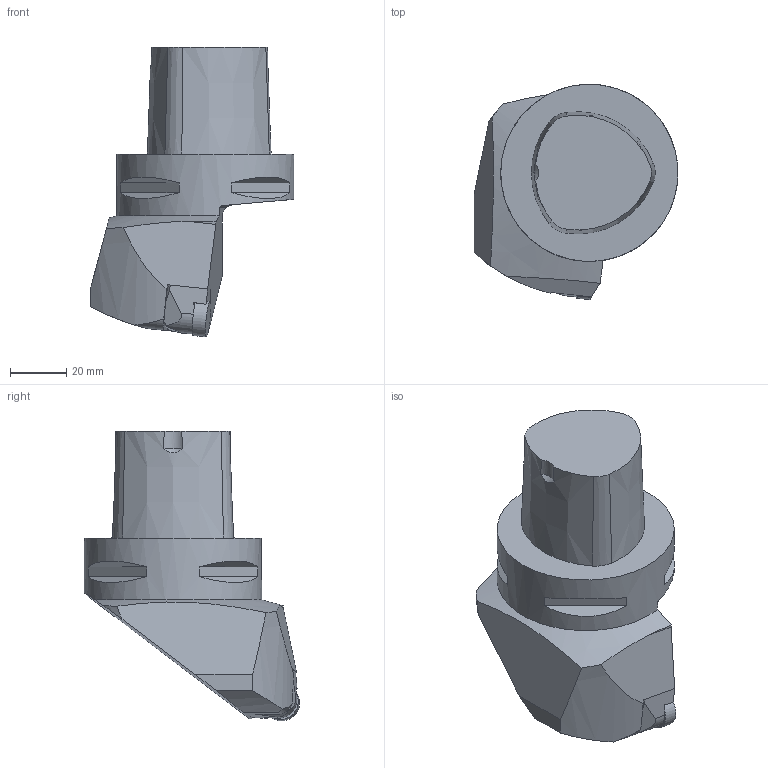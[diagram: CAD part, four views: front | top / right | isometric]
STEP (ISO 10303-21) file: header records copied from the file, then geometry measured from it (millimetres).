
FILE_DESCRIPTION(/* description */ (''),/* implementation_level */ '2;1');
FILE_NAME(/* name */ 'C6-CXXXL-45065-CT10.stp',/* time_stamp */ '2019-12-03T09:40:19+05:00',/* author */ (''),/* organization */ (''),/* preprocessor_version */ 'ST-DEVELOPER v16.7',/* originating_system */ 'SIEMENS PLM Software NX 12.0',/* authorisation */ '');
FILE_SCHEMA (('AUTOMOTIVE_DESIGN { 1 0 10303 214 3 1 1 1 }'));
Length unit declared in the file: millimetre
Products named in the file (1): inpu9DA4DF6Cq0p7
Bounding box: 72.49 x 76.49 x 103 mm (x, y, z)
Volume: 180688.4 mm3; surface area: 26937.2 mm2
Topology: 4 solids, 4 shells, 90 faces, 221 edges, 143 vertices
Faces by surface type: plane 49, cylinder 22, cone 13, bspline 5, extrusion 1
Full cylindrical faces by diameter (mm): 4.2 x1, 5 x1, 12.7 x1, 63 x1
Entity records: 3134 total; most frequent: CARTESIAN_POINT 1039, ORIENTED_EDGE 416, DIRECTION 413, EDGE_CURVE 208, AXIS2_PLACEMENT_3D 155, VERTEX_POINT 138, VECTOR 103, LINE 102
